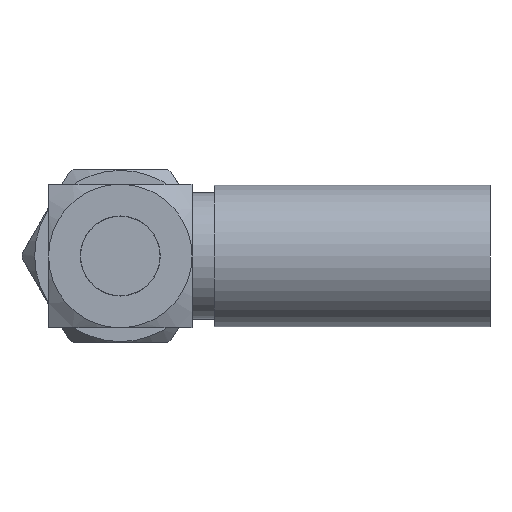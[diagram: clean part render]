
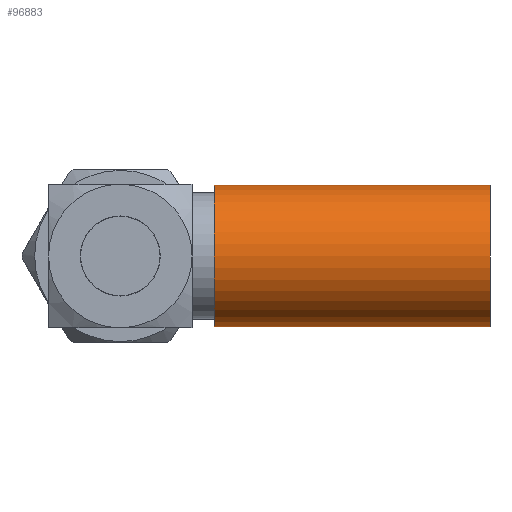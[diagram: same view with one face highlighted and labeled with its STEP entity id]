
A CAD part, front view. The second image highlights one B-rep face of the part: STEP entity #96883.
In plain terms, the highlighted cylindrical face has radius 3.251 mm (diameter 6.502 mm), a full revolution.
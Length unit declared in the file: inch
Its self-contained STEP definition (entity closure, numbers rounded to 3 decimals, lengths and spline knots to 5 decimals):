
#15005 = AXIS2_PLACEMENT_3D ( 'NONE', #32380, #126026, #105118 ) ;
#15208 = DIRECTION ( 'NONE',  ( 0., 0., 1. ) ) ;
#22054 = FACE_OUTER_BOUND ( 'NONE', #40326, .T. ) ;
#22077 = CARTESIAN_POINT ( 'NONE',  ( 0.17, 0., 0.128 ) ) ;
#32380 = CARTESIAN_POINT ( 'NONE',  ( 0., 0., 0. ) ) ;
#35126 = EDGE_CURVE ( 'NONE', #112764, #112764, #40022, .T. ) ;
#37990 = DIRECTION ( 'NONE',  ( -1., 0., 0. ) ) ;
#40022 = CIRCLE ( 'NONE', #64985, 0.128 ) ;
#40326 = EDGE_LOOP ( 'NONE', ( #66707 ) ) ;
#60740 = CIRCLE ( 'NONE', #101933, 0.128 ) ;
#64985 = AXIS2_PLACEMENT_3D ( 'NONE', #97865, #108305, #15208 ) ;
#66707 = ORIENTED_EDGE ( 'NONE', *, *, #35126, .T. ) ;
#68263 = EDGE_CURVE ( 'NONE', #119259, #119259, #60740, .T. ) ;
#74070 = EDGE_LOOP ( 'NONE', ( #99941 ) ) ;
#77282 = FACE_OUTER_BOUND ( 'NONE', #74070, .T. ) ;
#78918 = CARTESIAN_POINT ( 'NONE',  ( 0.17, 0., 0. ) ) ;
#88960 = DIRECTION ( 'NONE',  ( 0., 0., 1. ) ) ;
#96883 = ADVANCED_FACE ( 'NONE', ( #77282, #22054 ), #98444, .T. ) ;
#97865 = CARTESIAN_POINT ( 'NONE',  ( 0.67, 0., 0. ) ) ;
#98444 = CYLINDRICAL_SURFACE ( 'NONE', #15005, 0.128 ) ;
#99941 = ORIENTED_EDGE ( 'NONE', *, *, #68263, .F. ) ;
#101933 = AXIS2_PLACEMENT_3D ( 'NONE', #78918, #37990, #88960 ) ;
#105118 = DIRECTION ( 'NONE',  ( 0., 0., 1. ) ) ;
#106064 = CARTESIAN_POINT ( 'NONE',  ( 0.67, 0., 0.128 ) ) ;
#108305 = DIRECTION ( 'NONE',  ( -1., 0., 0. ) ) ;
#112764 = VERTEX_POINT ( 'NONE', #106064 ) ;
#119259 = VERTEX_POINT ( 'NONE', #22077 ) ;
#126026 = DIRECTION ( 'NONE',  ( -1., 0., 0. ) ) ;
